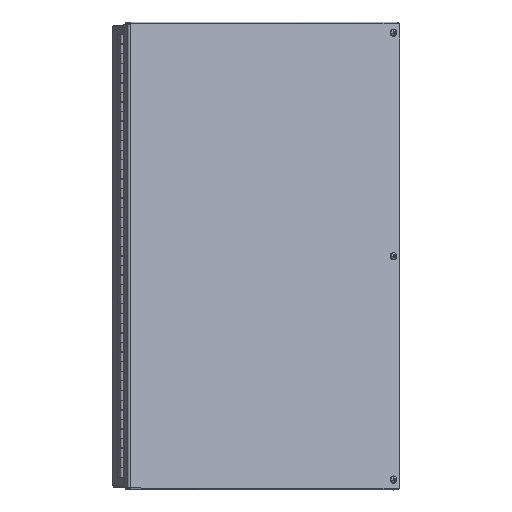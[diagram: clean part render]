
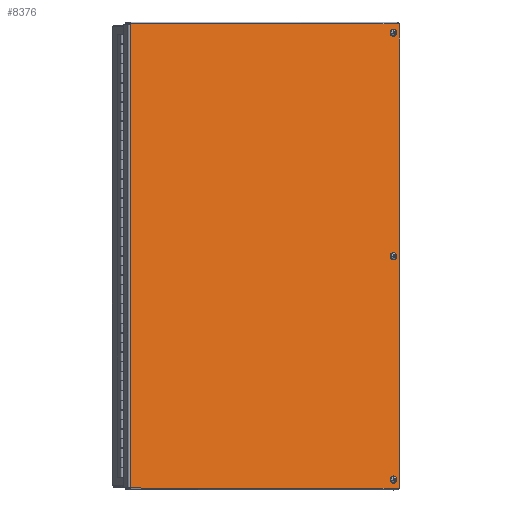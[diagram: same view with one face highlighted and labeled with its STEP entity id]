
A CAD part, top view. The second image highlights one B-rep face of the part: STEP entity #8376.
In plain terms, the highlighted face is planar.
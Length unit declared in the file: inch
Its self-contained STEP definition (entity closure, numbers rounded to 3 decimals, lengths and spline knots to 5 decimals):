
#258=PLANE($,#8883);
#573=LINE($,#12126,#1345);
#591=LINE($,#12232,#1363);
#607=LINE($,#12334,#1379);
#623=LINE($,#12435,#1395);
#1345=VECTOR($,#9818,24.1333);
#1363=VECTOR($,#9850,16.1333);
#1379=VECTOR($,#9880,24.1333);
#1395=VECTOR($,#9910,16.1333);
#2046=FACE_BOUND($,#2772,.T.);
#2047=FACE_BOUND($,#2773,.T.);
#2048=FACE_BOUND($,#2774,.T.);
#2049=FACE_BOUND($,#2775,.T.);
#2772=EDGE_LOOP($,(#5870));
#2773=EDGE_LOOP($,(#5871));
#2774=EDGE_LOOP($,(#5872));
#2775=EDGE_LOOP($,(#5873,#5874,#5875,#5876));
#3327=CIRCLE($,#8848,0.14063);
#3329=CIRCLE($,#8851,0.14063);
#3331=CIRCLE($,#8854,0.14063);
#3651=VERTEX_POINT($,#12101);
#3653=VERTEX_POINT($,#12106);
#3655=VERTEX_POINT($,#12111);
#3658=VERTEX_POINT($,#12117);
#3659=VERTEX_POINT($,#12125);
#3672=VERTEX_POINT($,#12224);
#3683=VERTEX_POINT($,#12326);
#4467=EDGE_CURVE($,#3651,#3651,#3327,.T.);
#4469=EDGE_CURVE($,#3653,#3653,#3329,.T.);
#4471=EDGE_CURVE($,#3655,#3655,#3331,.T.);
#4474=EDGE_CURVE($,#3659,#3658,#573,.T.);
#4496=EDGE_CURVE($,#3658,#3672,#591,.T.);
#4516=EDGE_CURVE($,#3672,#3683,#607,.T.);
#4536=EDGE_CURVE($,#3683,#3659,#623,.T.);
#5870=ORIENTED_EDGE($,*,*,#4467,.T.);
#5871=ORIENTED_EDGE($,*,*,#4469,.T.);
#5872=ORIENTED_EDGE($,*,*,#4471,.T.);
#5873=ORIENTED_EDGE($,*,*,#4474,.T.);
#5874=ORIENTED_EDGE($,*,*,#4496,.T.);
#5875=ORIENTED_EDGE($,*,*,#4516,.T.);
#5876=ORIENTED_EDGE($,*,*,#4536,.T.);
#8376=ADVANCED_FACE($,(#2046,#2047,#2048,#2049),#258,.T.);
#8848=AXIS2_PLACEMENT_3D($,#12102,#9801,#9802);
#8851=AXIS2_PLACEMENT_3D($,#12107,#9807,#9808);
#8854=AXIS2_PLACEMENT_3D($,#12112,#9813,#9814);
#8883=AXIS2_PLACEMENT_3D($,#12521,#9935,#9936);
#9801=DIRECTION('center_axis',(0.,0.,-1.));
#9802=DIRECTION('ref_axis',(-1.,0.,0.));
#9807=DIRECTION('center_axis',(0.,0.,-1.));
#9808=DIRECTION('ref_axis',(-1.,0.,0.));
#9813=DIRECTION('center_axis',(0.,0.,-1.));
#9814=DIRECTION('ref_axis',(-1.,0.,0.));
#9818=DIRECTION($,(0.,1.,0.));
#9850=DIRECTION($,(-1.,0.,0.));
#9880=DIRECTION($,(0.,-1.,0.));
#9910=DIRECTION($,(1.,0.,0.));
#9935=DIRECTION('center_axis',(0.,0.,1.));
#9936=DIRECTION('ref_axis',(1.,0.,0.));
#12101=CARTESIAN_POINT('',(0.57812,0.54325,0.074));
#12102=CARTESIAN_POINT('Origin',(0.4375,0.54325,0.074));
#12106=CARTESIAN_POINT('',(0.57812,12.15625,0.074));
#12107=CARTESIAN_POINT('Origin',(0.4375,12.15625,0.074));
#12111=CARTESIAN_POINT('',(0.57812,23.76925,0.074));
#12112=CARTESIAN_POINT('Origin',(0.4375,23.76925,0.074));
#12117=CARTESIAN_POINT('',(16.2229,24.2229,0.074));
#12125=CARTESIAN_POINT('',(16.2229,0.0896,0.074));
#12126=CARTESIAN_POINT($,(16.2229,6.12293,0.074));
#12224=CARTESIAN_POINT('',(0.0896,24.2229,0.074));
#12232=CARTESIAN_POINT($,(12.18958,24.2229,0.074));
#12326=CARTESIAN_POINT('',(0.0896,0.0896,0.074));
#12334=CARTESIAN_POINT($,(0.0896,18.18958,0.074));
#12435=CARTESIAN_POINT($,(4.12293,0.0896,0.074));
#12521=CARTESIAN_POINT('Origin',(8.15625,12.15625,0.074));
